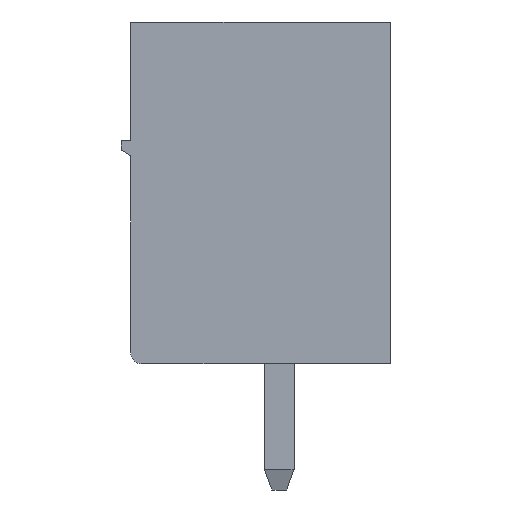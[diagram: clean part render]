
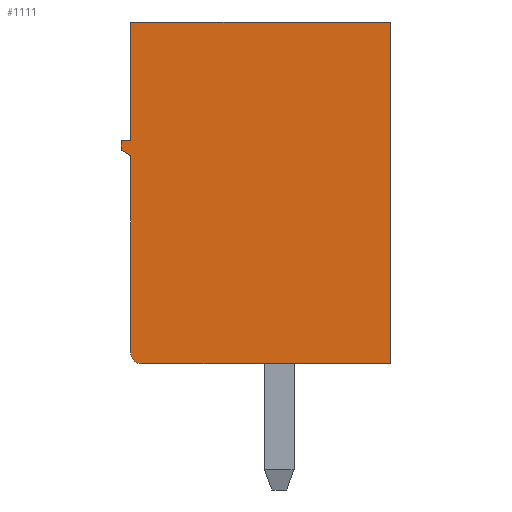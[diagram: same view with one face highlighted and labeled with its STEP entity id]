
A CAD part, left-side view. The second image highlights one B-rep face of the part: STEP entity #1111.
In plain terms, the highlighted planar face has unit normal (-1, 0, 0).
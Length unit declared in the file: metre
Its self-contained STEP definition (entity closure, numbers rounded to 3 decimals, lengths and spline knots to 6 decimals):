
#1111=ADVANCED_FACE('',(#2705),#2706,.T.);
#2705=FACE_OUTER_BOUND('',#4787,.T.);
#2706=PLANE('',#4788);
#4787=EDGE_LOOP('',(#8307,#8308,#8309,#8310,#8311,#8312,#8313,#8314,#8315));
#4788=AXIS2_PLACEMENT_3D('',#8316,#8317,#8318);
#8307=ORIENTED_EDGE('',*,*,#12382,.F.);
#8308=ORIENTED_EDGE('',*,*,#12386,.F.);
#8309=ORIENTED_EDGE('',*,*,#12390,.F.);
#8310=ORIENTED_EDGE('',*,*,#12394,.F.);
#8311=ORIENTED_EDGE('',*,*,#12398,.T.);
#8312=ORIENTED_EDGE('',*,*,#12702,.T.);
#8313=ORIENTED_EDGE('',*,*,#12614,.T.);
#8314=ORIENTED_EDGE('',*,*,#12416,.T.);
#8315=ORIENTED_EDGE('',*,*,#12378,.F.);
#8316=CARTESIAN_POINT('',(-1.087027,0.01036,-0.008267));
#8317=DIRECTION('',(-1.0,0.,0.0));
#8318=DIRECTION('',(0.,-1.0,0.0));
#12378=EDGE_CURVE('',#14782,#14778,#14784,.T.);
#12382=EDGE_CURVE('',#14788,#14782,#14790,.T.);
#12386=EDGE_CURVE('',#14794,#14788,#14796,.T.);
#12390=EDGE_CURVE('',#14800,#14794,#14802,.T.);
#12394=EDGE_CURVE('',#14806,#14800,#14808,.T.);
#12398=EDGE_CURVE('',#14806,#14812,#14814,.T.);
#12416=EDGE_CURVE('',#14845,#14778,#14848,.T.);
#12614=EDGE_CURVE('',#15242,#14845,#15243,.T.);
#12702=EDGE_CURVE('',#14812,#15242,#15396,.T.);
#14778=VERTEX_POINT('',#18278);
#14782=VERTEX_POINT('',#18284);
#14784=LINE('',#18287,#18288);
#14788=VERTEX_POINT('',#18293);
#14790=LINE('',#18296,#18297);
#14794=VERTEX_POINT('',#18302);
#14796=LINE('',#18305,#18306);
#14800=VERTEX_POINT('',#18311);
#14802=LINE('',#18314,#18315);
#14806=VERTEX_POINT('',#18320);
#14808=LINE('',#18323,#18324);
#14812=VERTEX_POINT('',#18328);
#14814=CIRCLE('',#18331,0.0003);
#14845=VERTEX_POINT('',#18375);
#14848=LINE('',#18380,#18381);
#15242=VERTEX_POINT('',#18955);
#15243=LINE('',#18956,#18957);
#15396=LINE('',#19193,#19194);
#18278=CARTESIAN_POINT('',(-1.087027,0.01086,0.000933));
#18284=CARTESIAN_POINT('',(-1.087027,0.01086,-0.002267));
#18287=CARTESIAN_POINT('',(-1.087027,0.01086,-0.008267));
#18288=VECTOR('',#23425,1.0);
#18293=CARTESIAN_POINT('',(-1.087027,0.01111,-0.002267));
#18296=CARTESIAN_POINT('',(-1.087027,0.01036,-0.002267));
#18297=VECTOR('',#23428,1.0);
#18302=CARTESIAN_POINT('',(-1.087027,0.01111,-0.002517));
#18305=CARTESIAN_POINT('',(-1.087027,0.01111,-0.008267));
#18306=VECTOR('',#23431,1.0);
#18311=CARTESIAN_POINT('',(-1.087027,0.01086,-0.002667));
#18314=CARTESIAN_POINT('',(-1.087027,0.008021,-0.00437));
#18315=VECTOR('',#23434,1.0);
#18320=CARTESIAN_POINT('',(-1.087027,0.01086,-0.007967));
#18323=CARTESIAN_POINT('',(-1.087027,0.01086,-0.008267));
#18324=VECTOR('',#23437,1.0);
#18328=CARTESIAN_POINT('',(-1.087027,0.01056,-0.008267));
#18331=AXIS2_PLACEMENT_3D('',#23442,#23443,#23444);
#18375=CARTESIAN_POINT('',(-1.087027,0.00386,0.000933));
#18380=CARTESIAN_POINT('',(-1.087027,0.01036,0.000933));
#18381=VECTOR('',#23463,1.0);
#18955=CARTESIAN_POINT('',(-1.087027,0.00386,-0.008267));
#18956=CARTESIAN_POINT('',(-1.087027,0.00386,-0.008267));
#18957=VECTOR('',#23692,1.0);
#19193=CARTESIAN_POINT('',(-1.087027,0.01036,-0.008267));
#19194=VECTOR('',#23785,1.0);
#23425=DIRECTION('',(0.,0.,1.0));
#23428=DIRECTION('',(0.,-1.0,0.));
#23431=DIRECTION('',(0.,0.,1.0));
#23434=DIRECTION('',(0.,0.857,0.514));
#23437=DIRECTION('',(0.,0.,1.0));
#23442=CARTESIAN_POINT('',(-1.087027,0.01056,-0.007967));
#23443=DIRECTION('',(-1.0,0.,0.0));
#23444=DIRECTION('',(0.,-1.0,0.0));
#23463=DIRECTION('',(0.,1.0,-0.0));
#23692=DIRECTION('',(0.0,0.0,1.0));
#23785=DIRECTION('',(0.,-1.0,0.0));
